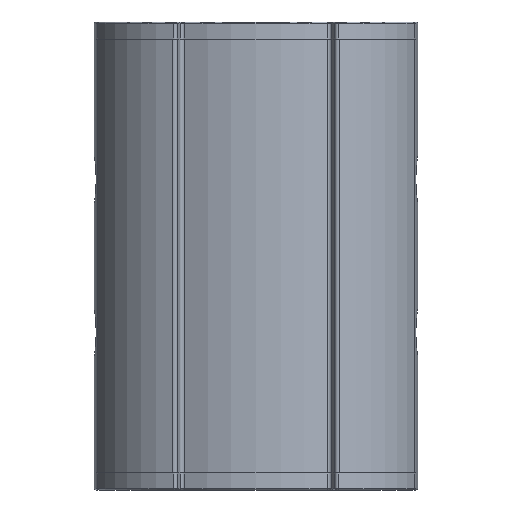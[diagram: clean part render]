
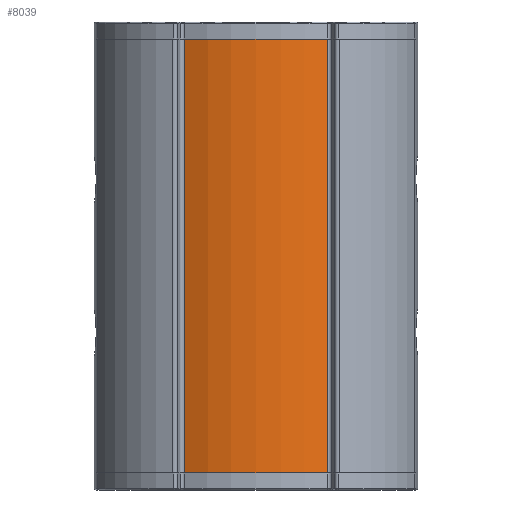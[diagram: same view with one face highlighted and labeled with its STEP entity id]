
A CAD part, left-side view. The second image highlights one B-rep face of the part: STEP entity #8039.
In plain terms, the highlighted cylindrical face has radius 19 mm (diameter 38 mm), a partial arc.
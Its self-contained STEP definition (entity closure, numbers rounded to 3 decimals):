
#100 = AXIS2_PLACEMENT_3D ( 'NONE', #5814, #564, #7076 ) ;
#503 = CARTESIAN_POINT ( 'NONE',  ( 0., 0., 25.5 ) ) ;
#564 = DIRECTION ( 'NONE',  ( 0., 0., -1. ) ) ;
#864 = CARTESIAN_POINT ( 'NONE',  ( 6.131, 17.984, 25.5 ) ) ;
#1215 = ORIENTED_EDGE ( 'NONE', *, *, #4001, .T. ) ;
#1621 = DIRECTION ( 'NONE',  ( -1., 0., 0. ) ) ;
#2270 = EDGE_CURVE ( 'NONE', #9431, #5579, #4006, .T. ) ;
#2867 = CARTESIAN_POINT ( 'NONE',  ( 17.984, 6.131, 25.5 ) ) ;
#3645 = CYLINDRICAL_SURFACE ( 'NONE', #8722, 19. ) ;
#3703 = EDGE_LOOP ( 'NONE', ( #13489, #4495, #10994, #1215 ) ) ;
#4001 = EDGE_CURVE ( 'NONE', #13374, #7742, #5252, .T. ) ;
#4006 = LINE ( 'NONE', #864, #6088 ) ;
#4306 = CARTESIAN_POINT ( 'NONE',  ( 6.131, 17.984, 25.5 ) ) ;
#4495 = ORIENTED_EDGE ( 'NONE', *, *, #2270, .T. ) ;
#5252 = LINE ( 'NONE', #12746, #9631 ) ;
#5579 = VERTEX_POINT ( 'NONE', #4306 ) ;
#5752 = FACE_OUTER_BOUND ( 'NONE', #3703, .T. ) ;
#5814 = CARTESIAN_POINT ( 'NONE',  ( 0., 0., 25.5 ) ) ;
#5986 = EDGE_CURVE ( 'NONE', #9431, #7742, #12657, .T. ) ;
#6088 = VECTOR ( 'NONE', #10385, 1000. ) ;
#7076 = DIRECTION ( 'NONE',  ( -1., 0., 0. ) ) ;
#7552 = CARTESIAN_POINT ( 'NONE',  ( 6.131, 17.984, -25.5 ) ) ;
#7742 = VERTEX_POINT ( 'NONE', #12083 ) ;
#8039 = ADVANCED_FACE ( 'NONE', ( #5752 ), #3645, .T. ) ;
#8620 = AXIS2_PLACEMENT_3D ( 'NONE', #11243, #9059, #13336 ) ;
#8722 = AXIS2_PLACEMENT_3D ( 'NONE', #503, #9032, #1621 ) ;
#9032 = DIRECTION ( 'NONE',  ( 0., 0., -1. ) ) ;
#9059 = DIRECTION ( 'NONE',  ( 0., 0., -1. ) ) ;
#9431 = VERTEX_POINT ( 'NONE', #7552 ) ;
#9631 = VECTOR ( 'NONE', #10511, 1000. ) ;
#10385 = DIRECTION ( 'NONE',  ( 0., 0., 1. ) ) ;
#10511 = DIRECTION ( 'NONE',  ( 0., 0., -1. ) ) ;
#10994 = ORIENTED_EDGE ( 'NONE', *, *, #11353, .T. ) ;
#11243 = CARTESIAN_POINT ( 'NONE',  ( 0., 0., -25.5 ) ) ;
#11298 = CIRCLE ( 'NONE', #100, 19. ) ;
#11353 = EDGE_CURVE ( 'NONE', #5579, #13374, #11298, .T. ) ;
#12083 = CARTESIAN_POINT ( 'NONE',  ( 17.984, 6.131, -25.5 ) ) ;
#12657 = CIRCLE ( 'NONE', #8620, 19. ) ;
#12746 = CARTESIAN_POINT ( 'NONE',  ( 17.984, 6.131, 25.5 ) ) ;
#13336 = DIRECTION ( 'NONE',  ( -1., 0., 0. ) ) ;
#13374 = VERTEX_POINT ( 'NONE', #2867 ) ;
#13489 = ORIENTED_EDGE ( 'NONE', *, *, #5986, .F. ) ;
